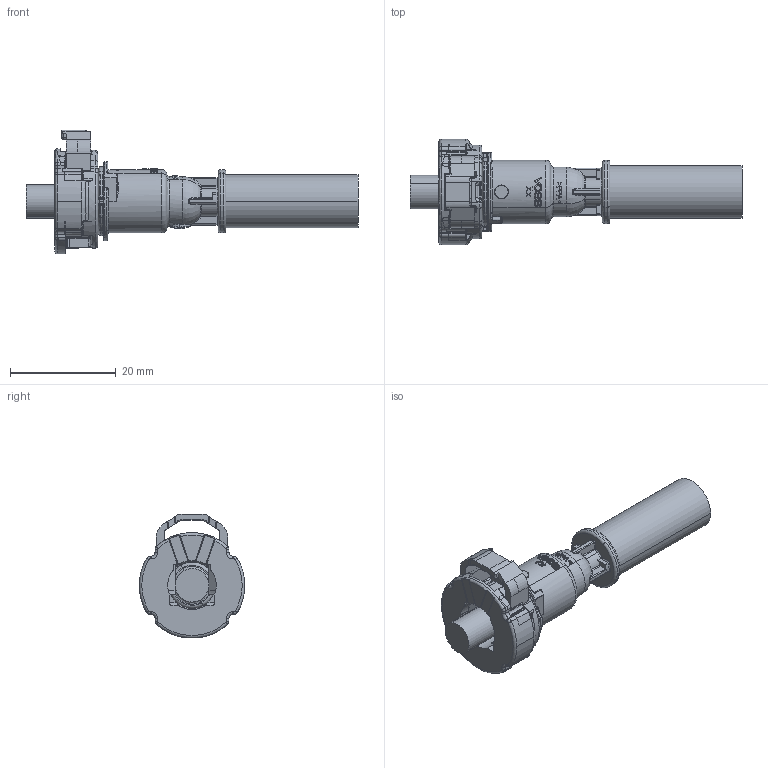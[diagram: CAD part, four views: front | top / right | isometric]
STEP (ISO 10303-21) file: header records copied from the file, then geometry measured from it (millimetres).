
FILE_DESCRIPTION(('CATIA V5 STEP','CAx-IF Rec.Pracs.--- Model Styling and Organization---1.4--- 2014-01-23'),'2;1');
FILE_NAME('Download-SV241NSL GKU 1_4_ NW4 unheated.stp','2019-06-28T12:27:42+00:00',('none'),('none'),'CATIA Version 5-6 Release 2016 SP3 HF59','CATIA V5 STEP AP214 Edition 3','none');
FILE_SCHEMA(('AUTOMOTIVE_DESIGN { 1 0 10303 214 3 1 1 1 }'));
Length unit declared in the file: millimetre
Products named in the file (1): Download-SV241NSL GKU 1_4_ NW4 unheated
Bounding box: 62.88 x 20 x 23.47 mm (x, y, z)
Volume: 7370.8 mm3; surface area: 5463.8 mm2
Topology: 4 solids, 4 shells, 1465 faces, 3908 edges, 2444 vertices
Faces by surface type: plane 688, cylinder 375, torus 171, bspline 133, extrusion 50, sphere 38, cone 10
Entity records: 55206 total; most frequent: CARTESIAN_POINT 21942, ORIENTED_EDGE 7720, DIRECTION 5298, EDGE_CURVE 3860, VERTEX_POINT 2442, VECTOR 2193, LINE 2143, AXIS2_PLACEMENT_3D 1988
